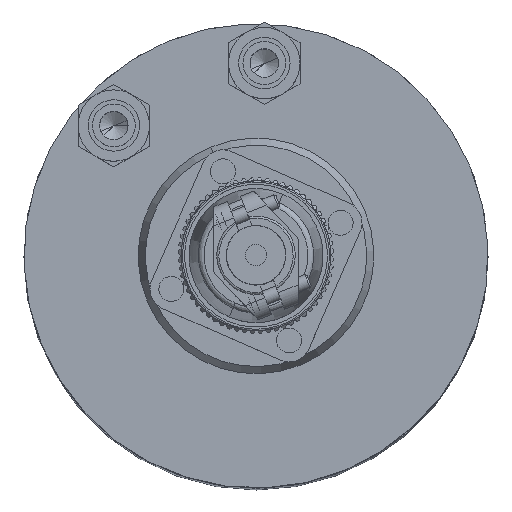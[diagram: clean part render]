
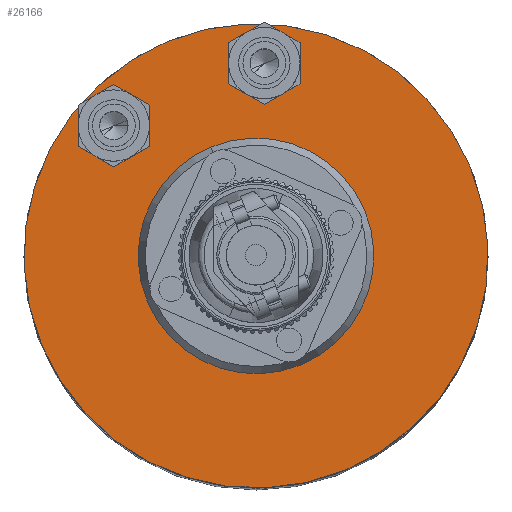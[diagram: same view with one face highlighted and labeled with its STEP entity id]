
A CAD part, top view. The second image highlights one B-rep face of the part: STEP entity #26166.
In plain terms, the highlighted face is planar.
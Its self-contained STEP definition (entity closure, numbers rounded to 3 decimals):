
#139 = AXIS2_PLACEMENT_3D ( 'NONE', #25965, #5035, #20655 ) ;
#419 = CARTESIAN_POINT ( 'NONE',  ( 0., 0., 0. ) ) ;
#584 = DIRECTION ( 'NONE',  ( 0., 0., 1. ) ) ;
#706 = PLANE ( 'NONE',  #23202 ) ;
#821 = CARTESIAN_POINT ( 'NONE',  ( -15.436, 24.47, 0. ) ) ;
#1124 = AXIS2_PLACEMENT_3D ( 'NONE', #20010, #27989, #22573 ) ;
#2034 = FACE_OUTER_BOUND ( 'NONE', #17736, .T. ) ;
#2346 = VERTEX_POINT ( 'NONE', #27505 ) ;
#2534 = CARTESIAN_POINT ( 'NONE',  ( -7.386, 24.47, 0. ) ) ;
#2864 = DIRECTION ( 'NONE',  ( 0., 0., -1. ) ) ;
#3913 = ORIENTED_EDGE ( 'NONE', *, *, #5841, .F. ) ;
#4135 = ORIENTED_EDGE ( 'NONE', *, *, #9643, .F. ) ;
#4658 = VERTEX_POINT ( 'NONE', #821 ) ;
#5035 = DIRECTION ( 'NONE',  ( 0., 0., 1. ) ) ;
#5197 = EDGE_CURVE ( 'NONE', #12466, #21931, #29341, .T. ) ;
#5841 = EDGE_CURVE ( 'NONE', #23099, #4658, #23083, .T. ) ;
#6538 = ORIENTED_EDGE ( 'NONE', *, *, #34335, .F. ) ;
#6680 = EDGE_LOOP ( 'NONE', ( #24619, #31504 ) ) ;
#6715 = ORIENTED_EDGE ( 'NONE', *, *, #25950, .F. ) ;
#6911 = EDGE_LOOP ( 'NONE', ( #6538, #3913 ) ) ;
#7179 = CIRCLE ( 'NONE', #25808, 4.025 ) ;
#7562 = DIRECTION ( 'NONE',  ( 0., -1., 0. ) ) ;
#7798 = DIRECTION ( 'NONE',  ( 0., 0., -1. ) ) ;
#7899 = EDGE_CURVE ( 'NONE', #29906, #2346, #28412, .T. ) ;
#8357 = CIRCLE ( 'NONE', #139, 32.5 ) ;
#8535 = DIRECTION ( 'NONE',  ( 0., 0., -1. ) ) ;
#9164 = CARTESIAN_POINT ( 'NONE',  ( 7.386, 24.47, 0. ) ) ;
#9300 = CARTESIAN_POINT ( 'NONE',  ( 0., 16.5, 0. ) ) ;
#9643 = EDGE_CURVE ( 'NONE', #2346, #29906, #25790, .T. ) ;
#9872 = VERTEX_POINT ( 'NONE', #10951 ) ;
#10831 = FACE_BOUND ( 'NONE', #6911, .T. ) ;
#10951 = CARTESIAN_POINT ( 'NONE',  ( 32.5, 0., 0. ) ) ;
#11274 = CARTESIAN_POINT ( 'NONE',  ( -32.5, 0., 0. ) ) ;
#11439 = CARTESIAN_POINT ( 'NONE',  ( 0., 0., 0. ) ) ;
#11638 = CARTESIAN_POINT ( 'NONE',  ( 0., 0., 0. ) ) ;
#11854 = EDGE_LOOP ( 'NONE', ( #11871, #4135 ) ) ;
#11871 = ORIENTED_EDGE ( 'NONE', *, *, #7899, .F. ) ;
#12163 = EDGE_CURVE ( 'NONE', #21931, #12466, #28989, .T. ) ;
#12466 = VERTEX_POINT ( 'NONE', #9300 ) ;
#13192 = CIRCLE ( 'NONE', #28599, 32.5 ) ;
#13273 = CARTESIAN_POINT ( 'NONE',  ( -11.411, 24.47, 0. ) ) ;
#15707 = VERTEX_POINT ( 'NONE', #11274 ) ;
#16977 = DIRECTION ( 'NONE',  ( 0., -1., 0. ) ) ;
#17702 = CARTESIAN_POINT ( 'NONE',  ( 11.411, 24.47, 0. ) ) ;
#17736 = EDGE_LOOP ( 'NONE', ( #6715, #20750 ) ) ;
#18273 = CARTESIAN_POINT ( 'NONE',  ( 0., 0., 0. ) ) ;
#18829 = DIRECTION ( 'NONE',  ( 0., 0., 1. ) ) ;
#19915 = AXIS2_PLACEMENT_3D ( 'NONE', #17702, #25372, #30568 ) ;
#19967 = FACE_BOUND ( 'NONE', #6680, .T. ) ;
#20010 = CARTESIAN_POINT ( 'NONE',  ( 11.411, 24.47, 0. ) ) ;
#20655 = DIRECTION ( 'NONE',  ( -1., 0., 0. ) ) ;
#20750 = ORIENTED_EDGE ( 'NONE', *, *, #31133, .F. ) ;
#21931 = VERTEX_POINT ( 'NONE', #29647 ) ;
#22392 = AXIS2_PLACEMENT_3D ( 'NONE', #11638, #30085, #16977 ) ;
#22573 = DIRECTION ( 'NONE',  ( -1., 0., 0. ) ) ;
#23083 = CIRCLE ( 'NONE', #24290, 4.025 ) ;
#23099 = VERTEX_POINT ( 'NONE', #2534 ) ;
#23202 = AXIS2_PLACEMENT_3D ( 'NONE', #11439, #584, #24790 ) ;
#23315 = FACE_BOUND ( 'NONE', #11854, .T. ) ;
#24287 = DIRECTION ( 'NONE',  ( -1., 0., 0. ) ) ;
#24290 = AXIS2_PLACEMENT_3D ( 'NONE', #13273, #2864, #31829 ) ;
#24619 = ORIENTED_EDGE ( 'NONE', *, *, #12163, .F. ) ;
#24790 = DIRECTION ( 'NONE',  ( 1., 0., 0. ) ) ;
#25372 = DIRECTION ( 'NONE',  ( 0., 0., -1. ) ) ;
#25790 = CIRCLE ( 'NONE', #19915, 4.025 ) ;
#25808 = AXIS2_PLACEMENT_3D ( 'NONE', #32335, #8535, #32455 ) ;
#25950 = EDGE_CURVE ( 'NONE', #15707, #9872, #8357, .T. ) ;
#25965 = CARTESIAN_POINT ( 'NONE',  ( 0., 0., 0. ) ) ;
#26166 = ADVANCED_FACE ( 'NONE', ( #23315, #10831, #19967, #2034 ), #706, .F. ) ;
#26395 = AXIS2_PLACEMENT_3D ( 'NONE', #18273, #7798, #7562 ) ;
#27505 = CARTESIAN_POINT ( 'NONE',  ( 15.436, 24.47, 0. ) ) ;
#27989 = DIRECTION ( 'NONE',  ( 0., 0., -1. ) ) ;
#28412 = CIRCLE ( 'NONE', #1124, 4.025 ) ;
#28599 = AXIS2_PLACEMENT_3D ( 'NONE', #419, #18829, #24287 ) ;
#28989 = CIRCLE ( 'NONE', #26395, 16.5 ) ;
#29341 = CIRCLE ( 'NONE', #22392, 16.5 ) ;
#29647 = CARTESIAN_POINT ( 'NONE',  ( 0., -16.5, 0. ) ) ;
#29906 = VERTEX_POINT ( 'NONE', #9164 ) ;
#30085 = DIRECTION ( 'NONE',  ( 0., 0., -1. ) ) ;
#30568 = DIRECTION ( 'NONE',  ( -1., 0., 0. ) ) ;
#31133 = EDGE_CURVE ( 'NONE', #9872, #15707, #13192, .T. ) ;
#31504 = ORIENTED_EDGE ( 'NONE', *, *, #5197, .F. ) ;
#31829 = DIRECTION ( 'NONE',  ( -1., 0., 0. ) ) ;
#32335 = CARTESIAN_POINT ( 'NONE',  ( -11.411, 24.47, 0. ) ) ;
#32455 = DIRECTION ( 'NONE',  ( -1., 0., 0. ) ) ;
#34335 = EDGE_CURVE ( 'NONE', #4658, #23099, #7179, .T. ) ;
